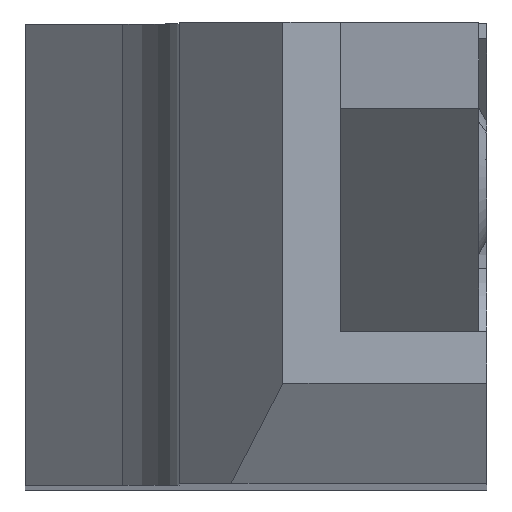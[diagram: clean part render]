
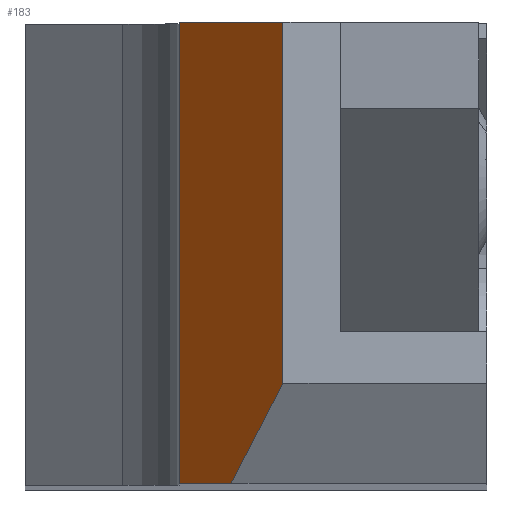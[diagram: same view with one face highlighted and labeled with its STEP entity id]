
A CAD part, top view. The second image highlights one B-rep face of the part: STEP entity #183.
In plain terms, the highlighted planar face has unit normal (-0.743, 0, 0.669).
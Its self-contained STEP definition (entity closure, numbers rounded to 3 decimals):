
#5 = CARTESIAN_POINT ( 'NONE',  ( 4., 12., -2.999 ) ) ;
#59 = VERTEX_POINT ( 'NONE', #5 ) ;
#72 = DIRECTION ( 'NONE',  ( -0.743, 0., 0.669 ) ) ;
#108 = VERTEX_POINT ( 'NONE', #1467 ) ;
#183 = ADVANCED_FACE ( 'NONE', ( #1858 ), #1259, .T. ) ;
#242 = VECTOR ( 'NONE', #2905, 1000. ) ;
#344 = LINE ( 'NONE', #1092, #827 ) ;
#346 = DIRECTION ( 'NONE',  ( -0.669, 0., -0.743 ) ) ;
#354 = CARTESIAN_POINT ( 'NONE',  ( 29.76, 46.96, 25.611 ) ) ;
#403 = CARTESIAN_POINT ( 'NONE',  ( -46.026, 12., -58.558 ) ) ;
#494 = LINE ( 'NONE', #1303, #2786 ) ;
#553 = CARTESIAN_POINT ( 'NONE',  ( 6.7, 12., 0. ) ) ;
#692 = ORIENTED_EDGE ( 'NONE', *, *, #733, .F. ) ;
#733 = EDGE_CURVE ( 'NONE', #1387, #59, #883, .T. ) ;
#827 = VECTOR ( 'NONE', #1324, 1000. ) ;
#866 = CARTESIAN_POINT ( 'NONE',  ( 4., 0., -2.999 ) ) ;
#883 = LINE ( 'NONE', #866, #242 ) ;
#940 = LINE ( 'NONE', #354, #1485 ) ;
#958 = EDGE_CURVE ( 'NONE', #108, #1387, #494, .T. ) ;
#1035 = EDGE_CURVE ( 'NONE', #1547, #1934, #344, .T. ) ;
#1092 = CARTESIAN_POINT ( 'NONE',  ( 6.7, 138.787, 0. ) ) ;
#1117 = ORIENTED_EDGE ( 'NONE', *, *, #958, .F. ) ;
#1179 = EDGE_CURVE ( 'NONE', #108, #1934, #940, .T. ) ;
#1187 = CARTESIAN_POINT ( 'NONE',  ( 6.7, 2.6, 0. ) ) ;
#1259 = PLANE ( 'NONE',  #2430 ) ;
#1269 = LINE ( 'NONE', #403, #1855 ) ;
#1287 = EDGE_CURVE ( 'NONE', #59, #1547, #1269, .T. ) ;
#1303 = CARTESIAN_POINT ( 'NONE',  ( -46.026, 0., -58.558 ) ) ;
#1324 = DIRECTION ( 'NONE',  ( 0., -1., 0. ) ) ;
#1387 = VERTEX_POINT ( 'NONE', #2863 ) ;
#1467 = CARTESIAN_POINT ( 'NONE',  ( 5.348, 0., -1.501 ) ) ;
#1485 = VECTOR ( 'NONE', #1777, 1000. ) ;
#1486 = CARTESIAN_POINT ( 'NONE',  ( 6.7, 138.787, 0. ) ) ;
#1547 = VERTEX_POINT ( 'NONE', #553 ) ;
#1722 = DIRECTION ( 'NONE',  ( 0.669, 0., 0.743 ) ) ;
#1777 = DIRECTION ( 'NONE',  ( 0.411, 0.79, 0.456 ) ) ;
#1855 = VECTOR ( 'NONE', #2255, 1000. ) ;
#1858 = FACE_OUTER_BOUND ( 'NONE', #2292, .T. ) ;
#1934 = VERTEX_POINT ( 'NONE', #1187 ) ;
#2047 = ORIENTED_EDGE ( 'NONE', *, *, #1035, .F. ) ;
#2048 = ORIENTED_EDGE ( 'NONE', *, *, #1179, .T. ) ;
#2255 = DIRECTION ( 'NONE',  ( 0.669, 0., 0.743 ) ) ;
#2292 = EDGE_LOOP ( 'NONE', ( #692, #1117, #2048, #2047, #2358 ) ) ;
#2358 = ORIENTED_EDGE ( 'NONE', *, *, #1287, .F. ) ;
#2430 = AXIS2_PLACEMENT_3D ( 'NONE', #1486, #72, #1722 ) ;
#2786 = VECTOR ( 'NONE', #346, 1000. ) ;
#2863 = CARTESIAN_POINT ( 'NONE',  ( 4., 0., -2.999 ) ) ;
#2905 = DIRECTION ( 'NONE',  ( 0., 1., 0. ) ) ;
